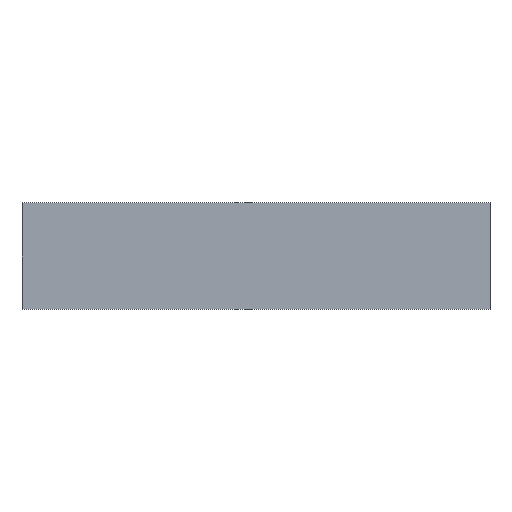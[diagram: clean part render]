
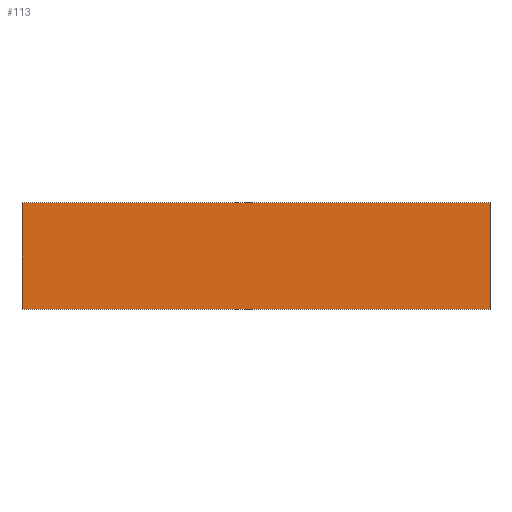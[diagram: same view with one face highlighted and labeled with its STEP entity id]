
A CAD part, top view. The second image highlights one B-rep face of the part: STEP entity #113.
In plain terms, the highlighted planar face has unit normal (0, 0, 1).
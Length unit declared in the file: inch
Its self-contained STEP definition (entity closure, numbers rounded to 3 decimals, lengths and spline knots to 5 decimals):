
#20=FACE_OUTER_BOUND('',#26,.T.);
#26=EDGE_LOOP('',(#88,#89,#90,#91));
#30=LINE('',#157,#42);
#34=LINE('',#164,#46);
#37=LINE('',#170,#49);
#39=LINE('',#173,#51);
#42=VECTOR('',#129,10.66);
#46=VECTOR('',#135,46.67);
#49=VECTOR('',#140,10.66);
#51=VECTOR('',#144,46.67);
#54=VERTEX_POINT('',#154);
#55=VERTEX_POINT('',#156);
#57=VERTEX_POINT('',#162);
#59=VERTEX_POINT('',#168);
#62=EDGE_CURVE('',#55,#54,#30,.T.);
#66=EDGE_CURVE('',#54,#57,#34,.T.);
#69=EDGE_CURVE('',#57,#59,#37,.T.);
#71=EDGE_CURVE('',#59,#55,#39,.T.);
#88=ORIENTED_EDGE('',*,*,#62,.T.);
#89=ORIENTED_EDGE('',*,*,#66,.T.);
#90=ORIENTED_EDGE('',*,*,#69,.T.);
#91=ORIENTED_EDGE('',*,*,#71,.T.);
#100=PLANE('',#121);
#113=ADVANCED_FACE('',(#20),#100,.T.);
#121=AXIS2_PLACEMENT_3D('',#174,#145,#146);
#129=DIRECTION('',(0.,-1.,0.));
#135=DIRECTION('',(1.,0.,0.));
#140=DIRECTION('',(0.,1.,0.));
#144=DIRECTION('',(-1.,0.,0.));
#145=DIRECTION('center_axis',(0.,0.,1.));
#146=DIRECTION('ref_axis',(1.,0.,0.));
#154=CARTESIAN_POINT('',(-23.335,-5.33,0.118));
#156=CARTESIAN_POINT('',(-23.335,5.33,0.118));
#157=CARTESIAN_POINT('',(-23.335,-5.33,0.118));
#162=CARTESIAN_POINT('',(23.335,-5.33,0.118));
#164=CARTESIAN_POINT('',(23.335,-5.33,0.118));
#168=CARTESIAN_POINT('',(23.335,5.33,0.118));
#170=CARTESIAN_POINT('',(23.335,-5.33,0.118));
#173=CARTESIAN_POINT('',(23.335,5.33,0.118));
#174=CARTESIAN_POINT('Origin',(-23.335,5.33,0.118));
